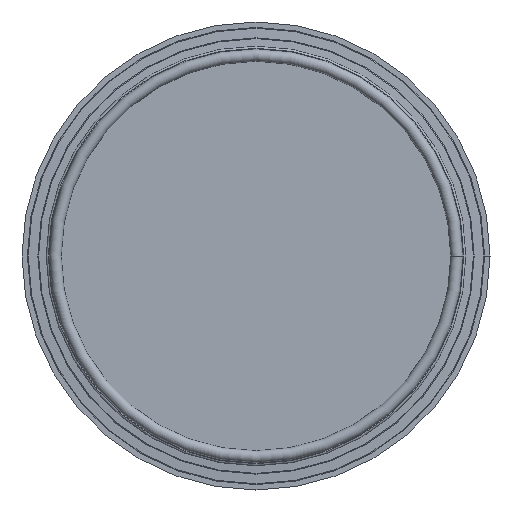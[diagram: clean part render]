
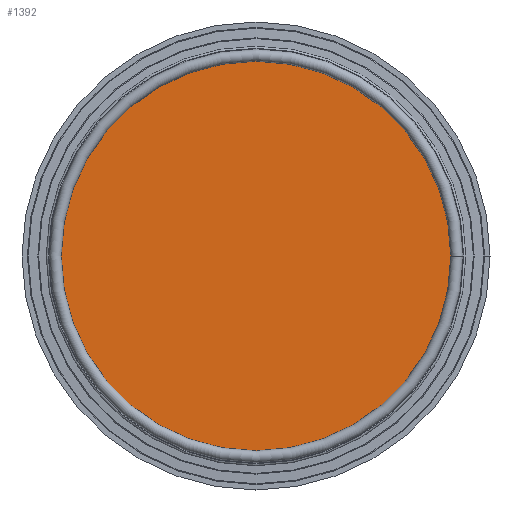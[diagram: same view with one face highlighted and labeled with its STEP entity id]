
A CAD part, front view. The second image highlights one B-rep face of the part: STEP entity #1392.
In plain terms, the highlighted planar face has unit normal (0, -1, 0).
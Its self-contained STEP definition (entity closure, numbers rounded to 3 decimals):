
#1363=CARTESIAN_POINT('',(-56.025,0.0,0.));
#1364=VERTEX_POINT('',#1363);
#1365=CARTESIAN_POINT('',(0.0,0.0,0.0));
#1366=DIRECTION('',(0.0,-1.0,0.0));
#1367=DIRECTION('',(1.0,0.0,0.0));
#1368=AXIS2_PLACEMENT_3D('',#1365,#1366,#1367);
#1369=CIRCLE('',#1368,56.025);
#1370=EDGE_CURVE('',#1364,#1364,#1369,.T.);
#1384=CARTESIAN_POINT('',(0.0,0.0,0.0));
#1385=DIRECTION('',(0.0,-1.0,0.0));
#1386=DIRECTION('',(0.0,0.0,-1.0));
#1387=AXIS2_PLACEMENT_3D('',#1384,#1385,#1386);
#1388=PLANE('',#1387);
#1389=ORIENTED_EDGE('',*,*,#1370,.T.);
#1390=EDGE_LOOP('',(#1389));
#1391=FACE_OUTER_BOUND('',#1390,.T.);
#1392=ADVANCED_FACE('',(#1391),#1388,.T.);
